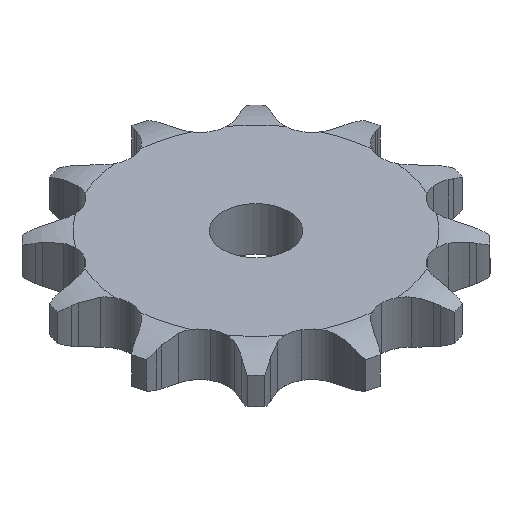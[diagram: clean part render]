
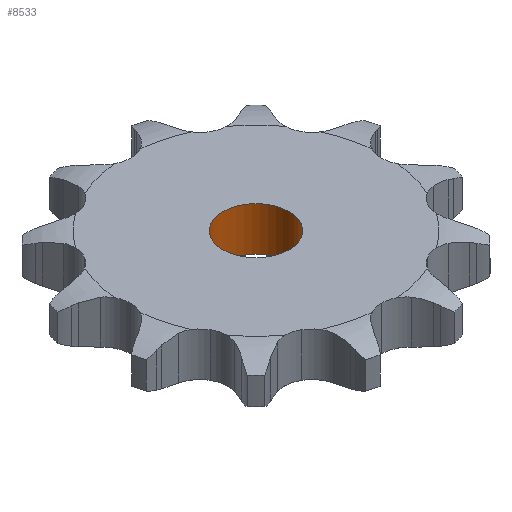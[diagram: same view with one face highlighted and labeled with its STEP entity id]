
A CAD part, isometric view. The second image highlights one B-rep face of the part: STEP entity #8533.
In plain terms, the highlighted cylindrical face has radius 4 mm (diameter 8 mm), a full revolution.
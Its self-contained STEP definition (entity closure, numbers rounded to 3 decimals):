
#443 = PLANE('',#444);
#444 = AXIS2_PLACEMENT_3D('',#445,#446,#447);
#445 = CARTESIAN_POINT('',(0.,0.,5.3));
#446 = DIRECTION('',(-0.,-0.,-1.));
#447 = DIRECTION('',(-1.,0.,0.));
#649 = PLANE('',#650);
#650 = AXIS2_PLACEMENT_3D('',#651,#652,#653);
#651 = CARTESIAN_POINT('',(0.,0.,0.));
#652 = DIRECTION('',(-0.,-0.,-1.));
#653 = DIRECTION('',(-1.,0.,0.));
#2074 = EDGE_CURVE('',#2075,#2075,#2077,.T.);
#2075 = VERTEX_POINT('',#2076);
#2076 = CARTESIAN_POINT('',(4.,0.,5.3));
#2077 = SURFACE_CURVE('',#2078,(#2083,#2094),.PCURVE_S1.);
#2078 = CIRCLE('',#2079,4.);
#2079 = AXIS2_PLACEMENT_3D('',#2080,#2081,#2082);
#2080 = CARTESIAN_POINT('',(0.,0.,5.3));
#2081 = DIRECTION('',(0.,0.,1.));
#2082 = DIRECTION('',(1.,0.,0.));
#2083 = PCURVE('',#443,#2084);
#2084 = DEFINITIONAL_REPRESENTATION('',(#2085),#2093);
#2085 = ( BOUNDED_CURVE() B_SPLINE_CURVE(2,(#2086,#2087,#2088,#2089,
#2090,#2091,#2092),.UNSPECIFIED.,.T.,.F.) B_SPLINE_CURVE_WITH_KNOTS((1,2
    ,2,2,2,1),(-2.094,0.,2.094,4.189,
6.283,8.378),.UNSPECIFIED.) CURVE() 
GEOMETRIC_REPRESENTATION_ITEM() RATIONAL_B_SPLINE_CURVE((1.,0.5,1.,0.5,
1.,0.5,1.)) REPRESENTATION_ITEM('') );
#2086 = CARTESIAN_POINT('',(-4.,0.));
#2087 = CARTESIAN_POINT('',(-4.,6.928));
#2088 = CARTESIAN_POINT('',(2.,3.464));
#2089 = CARTESIAN_POINT('',(8.,0.));
#2090 = CARTESIAN_POINT('',(2.,-3.464));
#2091 = CARTESIAN_POINT('',(-4.,-6.928));
#2092 = CARTESIAN_POINT('',(-4.,0.));
#2093 = ( GEOMETRIC_REPRESENTATION_CONTEXT(2) 
PARAMETRIC_REPRESENTATION_CONTEXT() REPRESENTATION_CONTEXT('2D SPACE',''
  ) );
#2094 = PCURVE('',#2095,#2100);
#2095 = CYLINDRICAL_SURFACE('',#2096,4.);
#2096 = AXIS2_PLACEMENT_3D('',#2097,#2098,#2099);
#2097 = CARTESIAN_POINT('',(0.,0.,65.734));
#2098 = DIRECTION('',(0.,0.,1.));
#2099 = DIRECTION('',(1.,0.,0.));
#2100 = DEFINITIONAL_REPRESENTATION('',(#2101),#2105);
#2101 = LINE('',#2102,#2103);
#2102 = CARTESIAN_POINT('',(0.,-60.434));
#2103 = VECTOR('',#2104,1.);
#2104 = DIRECTION('',(1.,0.));
#2105 = ( GEOMETRIC_REPRESENTATION_CONTEXT(2) 
PARAMETRIC_REPRESENTATION_CONTEXT() REPRESENTATION_CONTEXT('2D SPACE',''
  ) );
#3229 = EDGE_CURVE('',#3230,#3230,#3232,.T.);
#3230 = VERTEX_POINT('',#3231);
#3231 = CARTESIAN_POINT('',(4.,0.,0.));
#3232 = SURFACE_CURVE('',#3233,(#3238,#3249),.PCURVE_S1.);
#3233 = CIRCLE('',#3234,4.);
#3234 = AXIS2_PLACEMENT_3D('',#3235,#3236,#3237);
#3235 = CARTESIAN_POINT('',(0.,0.,0.));
#3236 = DIRECTION('',(0.,0.,1.));
#3237 = DIRECTION('',(1.,0.,0.));
#3238 = PCURVE('',#649,#3239);
#3239 = DEFINITIONAL_REPRESENTATION('',(#3240),#3248);
#3240 = ( BOUNDED_CURVE() B_SPLINE_CURVE(2,(#3241,#3242,#3243,#3244,
#3245,#3246,#3247),.UNSPECIFIED.,.T.,.F.) B_SPLINE_CURVE_WITH_KNOTS((1,2
    ,2,2,2,1),(-2.094,0.,2.094,4.189,
6.283,8.378),.UNSPECIFIED.) CURVE() 
GEOMETRIC_REPRESENTATION_ITEM() RATIONAL_B_SPLINE_CURVE((1.,0.5,1.,0.5,
1.,0.5,1.)) REPRESENTATION_ITEM('') );
#3241 = CARTESIAN_POINT('',(-4.,0.));
#3242 = CARTESIAN_POINT('',(-4.,6.928));
#3243 = CARTESIAN_POINT('',(2.,3.464));
#3244 = CARTESIAN_POINT('',(8.,0.));
#3245 = CARTESIAN_POINT('',(2.,-3.464));
#3246 = CARTESIAN_POINT('',(-4.,-6.928));
#3247 = CARTESIAN_POINT('',(-4.,0.));
#3248 = ( GEOMETRIC_REPRESENTATION_CONTEXT(2) 
PARAMETRIC_REPRESENTATION_CONTEXT() REPRESENTATION_CONTEXT('2D SPACE',''
  ) );
#3249 = PCURVE('',#2095,#3250);
#3250 = DEFINITIONAL_REPRESENTATION('',(#3251),#3255);
#3251 = LINE('',#3252,#3253);
#3252 = CARTESIAN_POINT('',(0.,-65.734));
#3253 = VECTOR('',#3254,1.);
#3254 = DIRECTION('',(1.,0.));
#3255 = ( GEOMETRIC_REPRESENTATION_CONTEXT(2) 
PARAMETRIC_REPRESENTATION_CONTEXT() REPRESENTATION_CONTEXT('2D SPACE',''
  ) );
#8533 = ADVANCED_FACE('',(#8534),#2095,.F.);
#8534 = FACE_BOUND('',#8535,.F.);
#8535 = EDGE_LOOP('',(#8536,#8537,#8558,#8559));
#8536 = ORIENTED_EDGE('',*,*,#2074,.F.);
#8537 = ORIENTED_EDGE('',*,*,#8538,.T.);
#8538 = EDGE_CURVE('',#2075,#3230,#8539,.T.);
#8539 = SEAM_CURVE('',#8540,(#8544,#8551),.PCURVE_S1.);
#8540 = LINE('',#8541,#8542);
#8541 = CARTESIAN_POINT('',(4.,0.,65.734));
#8542 = VECTOR('',#8543,1.);
#8543 = DIRECTION('',(-0.,-0.,-1.));
#8544 = PCURVE('',#2095,#8545);
#8545 = DEFINITIONAL_REPRESENTATION('',(#8546),#8550);
#8546 = LINE('',#8547,#8548);
#8547 = CARTESIAN_POINT('',(6.283,0.));
#8548 = VECTOR('',#8549,1.);
#8549 = DIRECTION('',(0.,-1.));
#8550 = ( GEOMETRIC_REPRESENTATION_CONTEXT(2) 
PARAMETRIC_REPRESENTATION_CONTEXT() REPRESENTATION_CONTEXT('2D SPACE',''
  ) );
#8551 = PCURVE('',#2095,#8552);
#8552 = DEFINITIONAL_REPRESENTATION('',(#8553),#8557);
#8553 = LINE('',#8554,#8555);
#8554 = CARTESIAN_POINT('',(0.,0.));
#8555 = VECTOR('',#8556,1.);
#8556 = DIRECTION('',(0.,-1.));
#8557 = ( GEOMETRIC_REPRESENTATION_CONTEXT(2) 
PARAMETRIC_REPRESENTATION_CONTEXT() REPRESENTATION_CONTEXT('2D SPACE',''
  ) );
#8558 = ORIENTED_EDGE('',*,*,#3229,.T.);
#8559 = ORIENTED_EDGE('',*,*,#8538,.F.);
